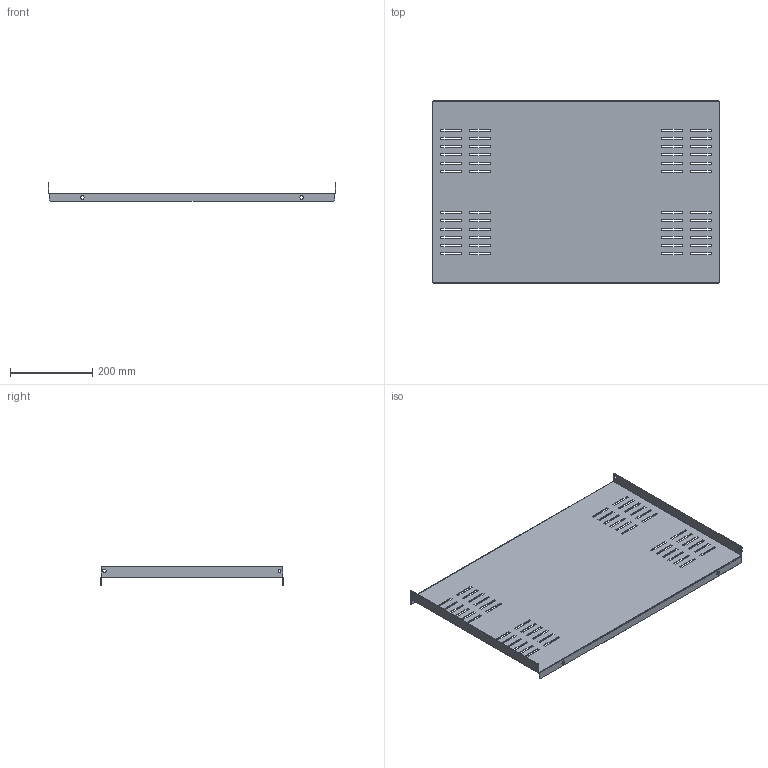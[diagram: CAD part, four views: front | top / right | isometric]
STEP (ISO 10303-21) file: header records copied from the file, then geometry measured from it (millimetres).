
FILE_DESCRIPTION (( 'STEP AP203' ), '1' );
FILE_NAME ('QB09C440.step', '2011-02-18T06:51:13', ( 'User' ), ( 'DKC' ), 'SwSTEP 2.0', 'SolidWorks 2010', '' );
FILE_SCHEMA (( 'CONFIG_CONTROL_DESIGN' ));
Length unit declared in the file: millimetre
Products named in the file (1): QB09C440
Bounding box: 699 x 444 x 45 mm (x, y, z)
Volume: 517275.4 mm3; surface area: 701585.9 mm2
Topology: 1 solids, 1 shells, 262 faces, 748 edges, 488 vertices
Faces by surface type: plane 230, cylinder 32
Entity records: 8681 total; most frequent: CARTESIAN_POINT 1499, ORIENTED_EDGE 1496, DIRECTION 1338, EDGE_CURVE 748, VECTOR 684, LINE 684, VERTEX_POINT 488, EDGE_LOOP 374
